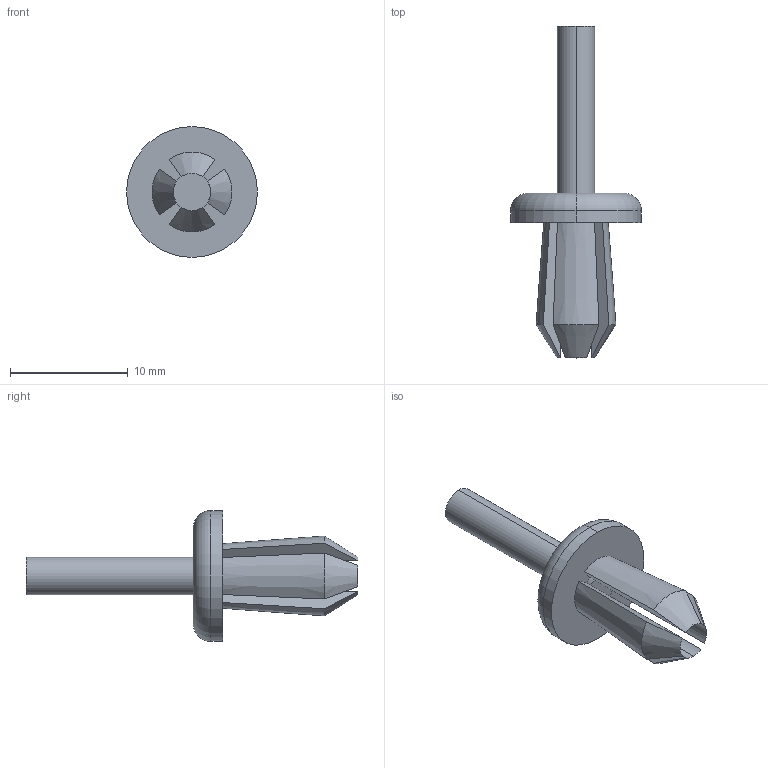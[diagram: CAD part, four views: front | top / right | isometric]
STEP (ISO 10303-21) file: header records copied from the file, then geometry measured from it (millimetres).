
FILE_DESCRIPTION (( 'STEP AP214' ), '1' );
FILE_NAME ('R6.STEP', '2017-01-10T20:11:37', ( '' ), ( '' ), 'SwSTEP 2.0', 'SolidWorks 2016', '' );
FILE_SCHEMA (( 'AUTOMOTIVE_DESIGN' ));
Length unit declared in the file: millimetre
Products named in the file (1): R6
Bounding box: 11.11 x 28.2 x 11.11 mm (x, y, z)
Volume: 517.2 mm3; surface area: 826.4 mm2
Topology: 2 solids, 2 shells, 28 faces, 70 edges, 46 vertices
Faces by surface type: plane 12, cone 8, cylinder 6, torus 2
Entity records: 897 total; most frequent: DIRECTION 160, CARTESIAN_POINT 145, ORIENTED_EDGE 140, EDGE_CURVE 70, AXIS2_PLACEMENT_3D 61, VERTEX_POINT 46, VECTOR 38, LINE 38
